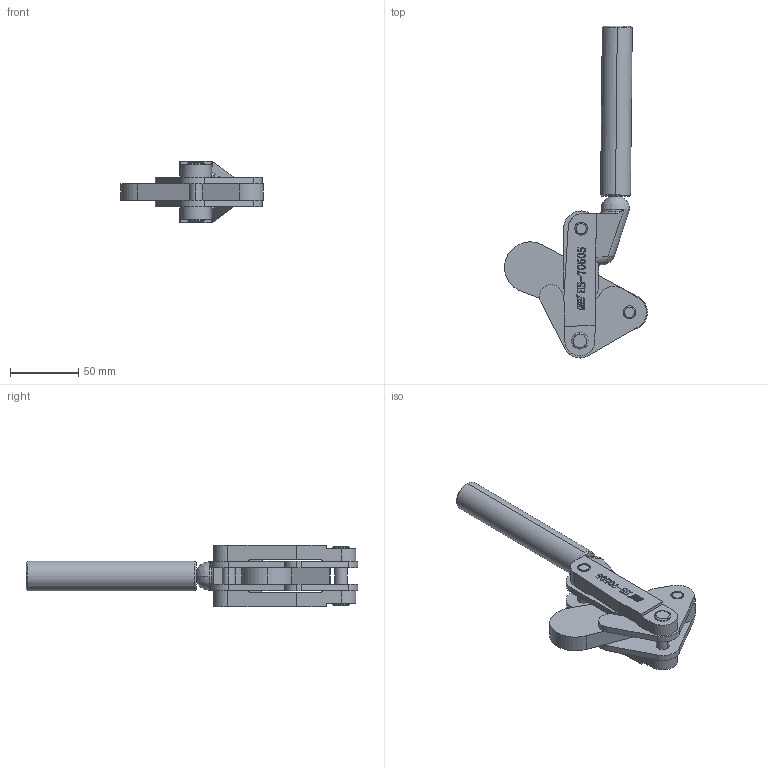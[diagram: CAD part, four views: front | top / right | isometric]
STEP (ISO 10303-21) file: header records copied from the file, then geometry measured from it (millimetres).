
FILE_DESCRIPTION (( 'STEP AP203' ), '1' );
FILE_NAME ('HS-70505 .STEP', '2019-10-11T03:14:15', ( '微软用户' ), ( '微软中国' ), 'SwSTEP 2.0', 'SolidWorks 2012', '' );
FILE_SCHEMA (( 'CONFIG_CONTROL_DESIGN' ));
Length unit declared in the file: millimetre
Products named in the file (8): HS-70505 ; 揤參; 种3; 种2; 种1; 忒參; 蟀裝; 菁釱
Assembly tree (9 placements, depth 2):
  HS-70505 
    菁釱
    蟀裝  x2
    忒參
    种1
    种2  x2
    种3
    揤參
Bounding box: 104.87 x 243.82 x 45 mm (x, y, z)
Volume: 193279.1 mm3; surface area: 63083.4 mm2
Topology: 10 solids, 10 shells, 495 faces, 1315 edges, 866 vertices
Faces by surface type: plane 229, bspline 146, cylinder 104, cone 16
Entity records: 23342 total; most frequent: CARTESIAN_POINT 11804, ORIENTED_EDGE 2540, DIRECTION 1598, EDGE_CURVE 1270, VERTEX_POINT 840, VECTOR 664, LINE 664, EDGE_LOOP 530
